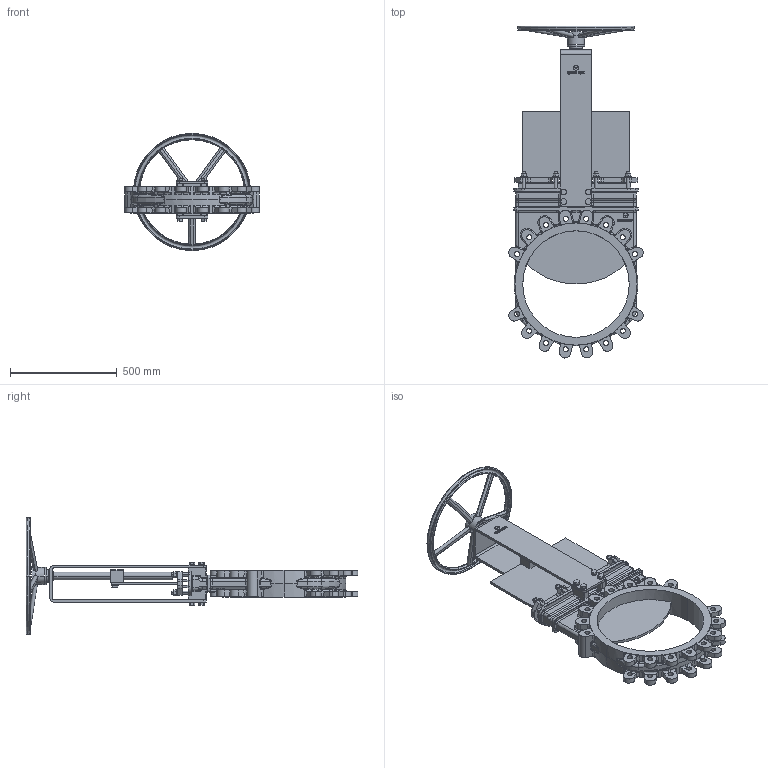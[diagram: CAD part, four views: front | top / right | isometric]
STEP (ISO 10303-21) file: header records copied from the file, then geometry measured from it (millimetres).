
FILE_DESCRIPTION (( 'STEP AP214' ), '1' );
FILE_NAME ('EB DN500_CAST IRON_HANDWHEEL_NRS.STEP', '2012-01-13T09:48:54', ( 'user' ), ( '' ), 'SwSTEP 2.0', 'SolidWorks 2011', '' );
FILE_SCHEMA (( 'AUTOMOTIVE_DESIGN' ));
Length unit declared in the file: millimetre
Products named in the file (1): EB DN500_CAST IRON_HANDWHEEL_NRS
Bounding box: 631.15 x 1557.98 x 550 mm (x, y, z)
Surface area: 2750832.9 mm2 (no closed solid volume)
Topology: 0 solids, 71 shells, 1298 faces, 4404 edges, 3086 vertices
Faces by surface type: plane 486, cylinder 408, torus 188, bspline 158, cone 58
Entity records: 71912 total; most frequent: CARTESIAN_POINT 20999, DIRECTION 7419, ORIENTED_EDGE 7263, EDGE_CURVE 4400, VERTEX_POINT 3086, AXIS2_PLACEMENT_3D 2731, LINE 1957, VECTOR 1957
